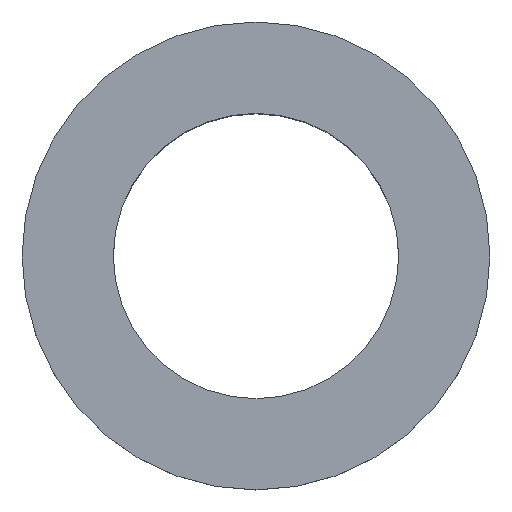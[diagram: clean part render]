
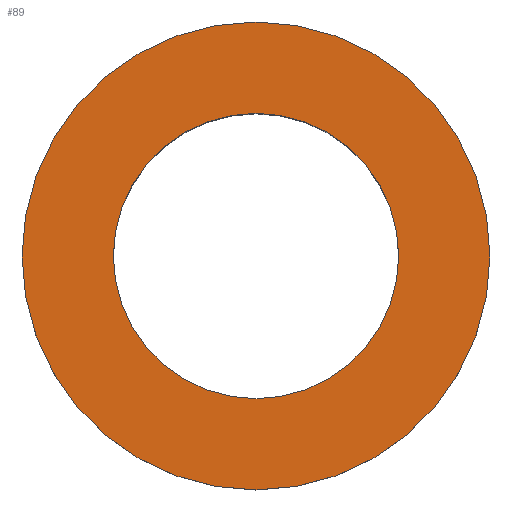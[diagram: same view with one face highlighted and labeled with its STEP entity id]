
A CAD part, top view. The second image highlights one B-rep face of the part: STEP entity #89.
In plain terms, the highlighted planar face has unit normal (0, 0, 1).
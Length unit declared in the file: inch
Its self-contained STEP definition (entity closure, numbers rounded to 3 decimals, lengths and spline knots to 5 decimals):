
#11 = CIRCLE ( 'NONE', #35, 0.25 ) ;
#14 = CARTESIAN_POINT ( 'NONE',  ( 0.25, 0., 0. ) ) ;
#21 = DIRECTION ( 'NONE',  ( 1., 0., 0. ) ) ;
#32 = CIRCLE ( 'NONE', #68, 0.25 ) ;
#35 = AXIS2_PLACEMENT_3D ( 'NONE', #303, #41, #83 ) ;
#41 = DIRECTION ( 'NONE',  ( 0., 0., 1. ) ) ;
#44 = DIRECTION ( 'NONE',  ( 0., 0., 1. ) ) ;
#48 = FACE_BOUND ( 'NONE', #227, .T. ) ;
#55 = CARTESIAN_POINT ( 'NONE',  ( 0.25, 0., 0. ) ) ;
#56 = VERTEX_POINT ( 'NONE', #55 ) ;
#61 = EDGE_CURVE ( 'NONE', #205, #130, #189, .T. ) ;
#68 = AXIS2_PLACEMENT_3D ( 'NONE', #202, #177, #21 ) ;
#76 = CARTESIAN_POINT ( 'NONE',  ( 0.41, 0., 0. ) ) ;
#83 = DIRECTION ( 'NONE',  ( 1., 0., 0. ) ) ;
#89 = ADVANCED_FACE ( 'NONE', ( #93, #48 ), #195, .T. ) ;
#93 = FACE_OUTER_BOUND ( 'NONE', #226, .T. ) ;
#101 = DIRECTION ( 'NONE',  ( 0., 0., 1. ) ) ;
#118 = CARTESIAN_POINT ( 'NONE',  ( 0., 0., 0. ) ) ;
#130 = VERTEX_POINT ( 'NONE', #76 ) ;
#145 = DIRECTION ( 'NONE',  ( 0., 0., 1. ) ) ;
#153 = CARTESIAN_POINT ( 'NONE',  ( -0.41, 0., 0. ) ) ;
#161 = ORIENTED_EDGE ( 'NONE', *, *, #61, .T. ) ;
#167 = EDGE_CURVE ( 'NONE', #56, #246, #11, .T. ) ;
#168 = ORIENTED_EDGE ( 'NONE', *, *, #184, .F. ) ;
#172 = CARTESIAN_POINT ( 'NONE',  ( 0., 0., 0. ) ) ;
#177 = DIRECTION ( 'NONE',  ( 0., 0., 1. ) ) ;
#184 = EDGE_CURVE ( 'NONE', #246, #56, #32, .T. ) ;
#185 = CIRCLE ( 'NONE', #279, 0.41 ) ;
#186 = ORIENTED_EDGE ( 'NONE', *, *, #220, .T. ) ;
#189 = CIRCLE ( 'NONE', #288, 0.41 ) ;
#195 = PLANE ( 'NONE',  #266 ) ;
#202 = CARTESIAN_POINT ( 'NONE',  ( 0., 0., 0. ) ) ;
#205 = VERTEX_POINT ( 'NONE', #153 ) ;
#220 = EDGE_CURVE ( 'NONE', #130, #205, #185, .T. ) ;
#226 = EDGE_LOOP ( 'NONE', ( #186, #161 ) ) ;
#227 = EDGE_LOOP ( 'NONE', ( #252, #168 ) ) ;
#238 = DIRECTION ( 'NONE',  ( 1., 0., 0. ) ) ;
#245 = DIRECTION ( 'NONE',  ( 1., 0., 0. ) ) ;
#246 = VERTEX_POINT ( 'NONE', #274 ) ;
#252 = ORIENTED_EDGE ( 'NONE', *, *, #167, .F. ) ;
#266 = AXIS2_PLACEMENT_3D ( 'NONE', #14, #101, #271 ) ;
#271 = DIRECTION ( 'NONE',  ( 1., 0., 0. ) ) ;
#274 = CARTESIAN_POINT ( 'NONE',  ( -0.25, 0., 0. ) ) ;
#279 = AXIS2_PLACEMENT_3D ( 'NONE', #172, #44, #245 ) ;
#288 = AXIS2_PLACEMENT_3D ( 'NONE', #118, #145, #238 ) ;
#303 = CARTESIAN_POINT ( 'NONE',  ( 0., 0., 0. ) ) ;
